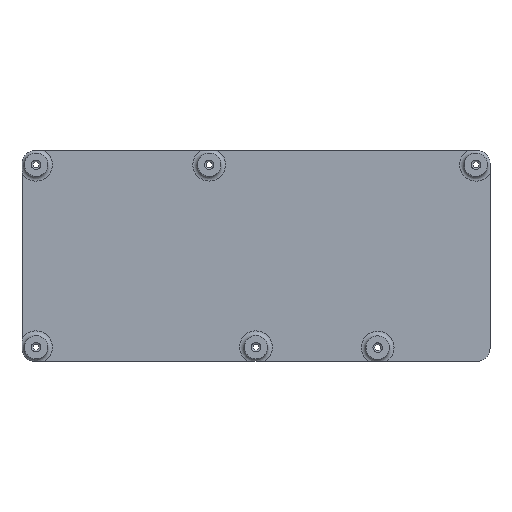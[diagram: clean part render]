
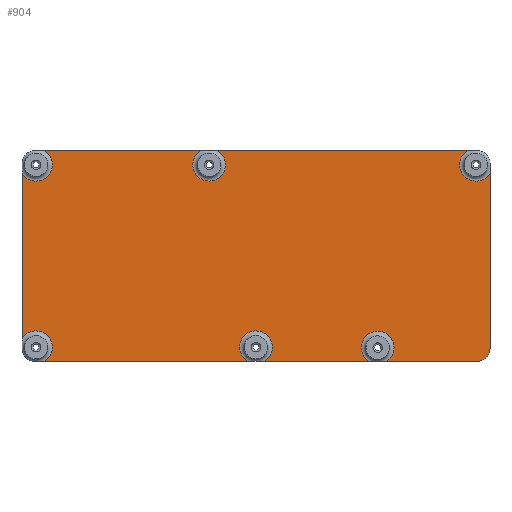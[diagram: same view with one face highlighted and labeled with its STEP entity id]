
A CAD part, top view. The second image highlights one B-rep face of the part: STEP entity #904.
In plain terms, the highlighted planar face has unit normal (0, 0, 1).
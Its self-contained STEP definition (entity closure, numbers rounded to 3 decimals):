
#103=PLANE('',#1040);
#132=LINE('',#1705,#169);
#133=LINE('',#1706,#170);
#139=LINE('',#1726,#176);
#140=LINE('',#1727,#177);
#141=LINE('',#1728,#178);
#145=LINE('',#1741,#182);
#146=LINE('',#1743,#183);
#169=VECTOR('',#1286,10.);
#170=VECTOR('',#1287,10.);
#176=VECTOR('',#1307,10.);
#177=VECTOR('',#1308,10.);
#178=VECTOR('',#1309,10.);
#182=VECTOR('',#1331,10.);
#183=VECTOR('',#1334,10.);
#239=FACE_OUTER_BOUND('',#291,.T.);
#291=EDGE_LOOP('',(#840,#841,#842,#843,#844,#845,#846,#847,#848,#849,#850,
#851,#852,#853,#854,#855,#856,#857,#858));
#308=CIRCLE('',#929,3.5);
#314=CIRCLE('',#937,3.5);
#315=CIRCLE('',#938,3.5);
#321=CIRCLE('',#946,3.5);
#322=CIRCLE('',#947,3.5);
#328=CIRCLE('',#955,3.5);
#329=CIRCLE('',#956,3.5);
#335=CIRCLE('',#964,3.5);
#336=CIRCLE('',#965,3.5);
#342=CIRCLE('',#973,3.5);
#343=CIRCLE('',#974,3.5);
#380=CIRCLE('',#1028,2.7);
#398=VERTEX_POINT('',#1413);
#399=VERTEX_POINT('',#1422);
#404=VERTEX_POINT('',#1441);
#405=VERTEX_POINT('',#1443);
#406=VERTEX_POINT('',#1445);
#411=VERTEX_POINT('',#1468);
#412=VERTEX_POINT('',#1470);
#413=VERTEX_POINT('',#1472);
#418=VERTEX_POINT('',#1495);
#419=VERTEX_POINT('',#1497);
#420=VERTEX_POINT('',#1499);
#425=VERTEX_POINT('',#1522);
#426=VERTEX_POINT('',#1524);
#429=VERTEX_POINT('',#1548);
#434=VERTEX_POINT('',#1569);
#435=VERTEX_POINT('',#1571);
#438=VERTEX_POINT('',#1595);
#479=VERTEX_POINT('',#1720);
#480=VERTEX_POINT('',#1721);
#487=EDGE_CURVE('',#398,#399,#308,.T.);
#495=EDGE_CURVE('',#404,#405,#314,.T.);
#497=EDGE_CURVE('',#406,#404,#315,.T.);
#504=EDGE_CURVE('',#411,#412,#321,.T.);
#506=EDGE_CURVE('',#413,#411,#322,.T.);
#513=EDGE_CURVE('',#418,#419,#328,.T.);
#515=EDGE_CURVE('',#420,#418,#329,.T.);
#522=EDGE_CURVE('',#425,#426,#335,.T.);
#526=EDGE_CURVE('',#429,#425,#336,.T.);
#533=EDGE_CURVE('',#434,#435,#342,.T.);
#537=EDGE_CURVE('',#438,#434,#343,.T.);
#588=EDGE_CURVE('',#420,#435,#132,.T.);
#589=EDGE_CURVE('',#398,#419,#133,.T.);
#596=EDGE_CURVE('',#479,#480,#380,.T.);
#599=EDGE_CURVE('',#406,#480,#139,.T.);
#600=EDGE_CURVE('',#413,#405,#140,.T.);
#601=EDGE_CURVE('',#429,#412,#141,.T.);
#605=EDGE_CURVE('',#438,#426,#145,.T.);
#606=EDGE_CURVE('',#479,#399,#146,.T.);
#840=ORIENTED_EDGE('',*,*,#487,.F.);
#841=ORIENTED_EDGE('',*,*,#589,.T.);
#842=ORIENTED_EDGE('',*,*,#513,.F.);
#843=ORIENTED_EDGE('',*,*,#515,.F.);
#844=ORIENTED_EDGE('',*,*,#588,.T.);
#845=ORIENTED_EDGE('',*,*,#533,.F.);
#846=ORIENTED_EDGE('',*,*,#537,.F.);
#847=ORIENTED_EDGE('',*,*,#605,.T.);
#848=ORIENTED_EDGE('',*,*,#522,.F.);
#849=ORIENTED_EDGE('',*,*,#526,.F.);
#850=ORIENTED_EDGE('',*,*,#601,.T.);
#851=ORIENTED_EDGE('',*,*,#504,.F.);
#852=ORIENTED_EDGE('',*,*,#506,.F.);
#853=ORIENTED_EDGE('',*,*,#600,.T.);
#854=ORIENTED_EDGE('',*,*,#495,.F.);
#855=ORIENTED_EDGE('',*,*,#497,.F.);
#856=ORIENTED_EDGE('',*,*,#599,.T.);
#857=ORIENTED_EDGE('',*,*,#596,.F.);
#858=ORIENTED_EDGE('',*,*,#606,.T.);
#904=ADVANCED_FACE('',(#239),#103,.T.);
#929=AXIS2_PLACEMENT_3D('',#1423,#1076,#1077);
#937=AXIS2_PLACEMENT_3D('',#1444,#1093,#1094);
#938=AXIS2_PLACEMENT_3D('',#1456,#1095,#1096);
#946=AXIS2_PLACEMENT_3D('',#1471,#1112,#1113);
#947=AXIS2_PLACEMENT_3D('',#1483,#1114,#1115);
#955=AXIS2_PLACEMENT_3D('',#1498,#1131,#1132);
#956=AXIS2_PLACEMENT_3D('',#1510,#1133,#1134);
#964=AXIS2_PLACEMENT_3D('',#1525,#1150,#1151);
#965=AXIS2_PLACEMENT_3D('',#1557,#1152,#1153);
#973=AXIS2_PLACEMENT_3D('',#1572,#1169,#1170);
#974=AXIS2_PLACEMENT_3D('',#1604,#1171,#1172);
#1028=AXIS2_PLACEMENT_3D('',#1722,#1301,#1302);
#1040=AXIS2_PLACEMENT_3D('',#1744,#1335,#1336);
#1076=DIRECTION('center_axis',(0.,0.,1.));
#1077=DIRECTION('ref_axis',(-1.,0.,0.));
#1093=DIRECTION('center_axis',(0.,0.,1.));
#1094=DIRECTION('ref_axis',(-1.,0.,0.));
#1095=DIRECTION('center_axis',(0.,0.,1.));
#1096=DIRECTION('ref_axis',(-1.,0.,0.));
#1112=DIRECTION('center_axis',(0.,0.,1.));
#1113=DIRECTION('ref_axis',(-1.,0.,0.));
#1114=DIRECTION('center_axis',(0.,0.,1.));
#1115=DIRECTION('ref_axis',(-1.,0.,0.));
#1131=DIRECTION('center_axis',(0.,0.,1.));
#1132=DIRECTION('ref_axis',(-1.,0.,0.));
#1133=DIRECTION('center_axis',(0.,0.,1.));
#1134=DIRECTION('ref_axis',(-1.,0.,0.));
#1150=DIRECTION('center_axis',(0.,0.,1.));
#1151=DIRECTION('ref_axis',(-1.,0.,0.));
#1152=DIRECTION('center_axis',(0.,0.,1.));
#1153=DIRECTION('ref_axis',(-1.,0.,0.));
#1169=DIRECTION('center_axis',(0.,0.,1.));
#1170=DIRECTION('ref_axis',(-1.,0.,0.));
#1171=DIRECTION('center_axis',(0.,0.,1.));
#1172=DIRECTION('ref_axis',(-1.,0.,0.));
#1286=DIRECTION('',(-1.,0.,0.));
#1287=DIRECTION('',(-1.,0.,0.));
#1301=DIRECTION('center_axis',(0.,0.,-1.));
#1302=DIRECTION('ref_axis',(0.707,-0.707,0.));
#1307=DIRECTION('',(1.,0.,0.));
#1308=DIRECTION('',(1.,0.,0.));
#1309=DIRECTION('',(1.,0.,0.));
#1331=DIRECTION('',(0.,-1.,0.));
#1334=DIRECTION('',(0.,1.,0.));
#1335=DIRECTION('center_axis',(0.,0.,1.));
#1336=DIRECTION('ref_axis',(1.,0.,0.));
#1413=CARTESIAN_POINT('',(45.197,22.5,2.));
#1422=CARTESIAN_POINT('',(50.,17.697,2.));
#1423=CARTESIAN_POINT('Origin',(47.,19.5,2.));
#1441=CARTESIAN_POINT('',(29.5,-19.58,2.));
#1443=CARTESIAN_POINT('',(24.07,-22.5,2.));
#1444=CARTESIAN_POINT('Origin',(26.,-19.58,2.));
#1445=CARTESIAN_POINT('',(27.93,-22.5,2.));
#1456=CARTESIAN_POINT('Origin',(26.,-19.58,2.));
#1468=CARTESIAN_POINT('',(3.5,-19.5,2.));
#1470=CARTESIAN_POINT('',(-1.803,-22.5,2.));
#1471=CARTESIAN_POINT('Origin',(0.,-19.5,2.));
#1472=CARTESIAN_POINT('',(1.803,-22.5,2.));
#1483=CARTESIAN_POINT('Origin',(0.,-19.5,2.));
#1495=CARTESIAN_POINT('',(-6.5,19.5,2.));
#1497=CARTESIAN_POINT('',(-8.197,22.5,2.));
#1498=CARTESIAN_POINT('Origin',(-10.,19.5,2.));
#1499=CARTESIAN_POINT('',(-11.803,22.5,2.));
#1510=CARTESIAN_POINT('Origin',(-10.,19.5,2.));
#1522=CARTESIAN_POINT('',(-43.5,-19.5,2.));
#1524=CARTESIAN_POINT('',(-50.,-17.697,2.));
#1525=CARTESIAN_POINT('Origin',(-47.,-19.5,2.));
#1548=CARTESIAN_POINT('',(-45.197,-22.5,2.));
#1557=CARTESIAN_POINT('Origin',(-47.,-19.5,2.));
#1569=CARTESIAN_POINT('',(-43.5,19.5,2.));
#1571=CARTESIAN_POINT('',(-45.197,22.5,2.));
#1572=CARTESIAN_POINT('Origin',(-47.,19.5,2.));
#1595=CARTESIAN_POINT('',(-50.,17.697,2.));
#1604=CARTESIAN_POINT('Origin',(-47.,19.5,2.));
#1705=CARTESIAN_POINT('',(50.,22.5,2.));
#1706=CARTESIAN_POINT('',(50.,22.5,2.));
#1720=CARTESIAN_POINT('',(50.,-19.8,2.));
#1721=CARTESIAN_POINT('',(47.3,-22.5,2.));
#1722=CARTESIAN_POINT('Origin',(47.3,-19.8,2.));
#1726=CARTESIAN_POINT('',(-50.,-22.5,2.));
#1727=CARTESIAN_POINT('',(-50.,-22.5,2.));
#1728=CARTESIAN_POINT('',(-50.,-22.5,2.));
#1741=CARTESIAN_POINT('',(-50.,22.5,2.));
#1743=CARTESIAN_POINT('',(50.,-22.5,2.));
#1744=CARTESIAN_POINT('Origin',(0.,0.,2.));
